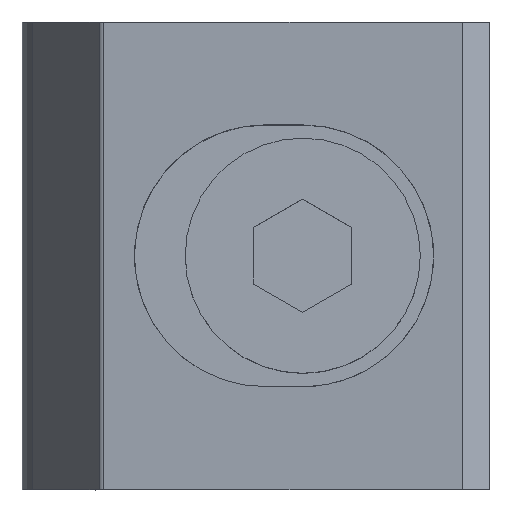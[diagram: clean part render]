
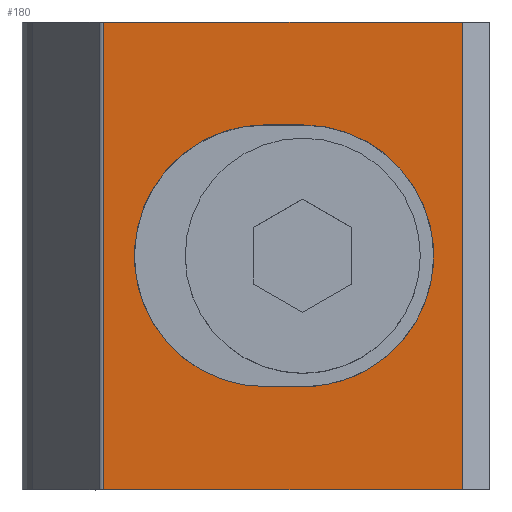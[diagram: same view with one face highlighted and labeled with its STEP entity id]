
A CAD part, top view. The second image highlights one B-rep face of the part: STEP entity #180.
In plain terms, the highlighted planar face has unit normal (-0.096, 0, 0.995).
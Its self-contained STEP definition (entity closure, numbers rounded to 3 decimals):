
#20 = FACE_OUTER_BOUND ( 'NONE', #939, .T. ) ;
#57 = EDGE_CURVE ( 'NONE', #631, #569, #1468, .T. ) ;
#69 = CARTESIAN_POINT ( 'NONE',  ( -4.051, 4.763, 4.698 ) ) ;
#99 = ORIENTED_EDGE ( 'NONE', *, *, #692, .T. ) ;
#119 = VECTOR ( 'NONE', #826, 1000. ) ;
#124 = ORIENTED_EDGE ( 'NONE', *, *, #1279, .T. ) ;
#138 = CARTESIAN_POINT ( 'NONE',  ( 5.334, -2.667, 5.607 ) ) ;
#180 = ADVANCED_FACE ( 'NONE', ( #363, #20 ), #906, .F. ) ;
#253 = ORIENTED_EDGE ( 'NONE', *, *, #963, .F. ) ;
#282 = LINE ( 'NONE', #1121, #1161 ) ;
#287 = VECTOR ( 'NONE', #828, 1000. ) ;
#317 = VERTEX_POINT ( 'NONE', #69 ) ;
#322 = VERTEX_POINT ( 'NONE', #1172 ) ;
#333 = VERTEX_POINT ( 'NONE', #564 ) ;
#358 = EDGE_CURVE ( 'NONE', #317, #1244, #445, .T. ) ;
#363 = FACE_BOUND ( 'NONE', #375, .T. ) ;
#375 = EDGE_LOOP ( 'NONE', ( #1332, #546, #124, #776 ) ) ;
#435 = ORIENTED_EDGE ( 'NONE', *, *, #358, .T. ) ;
#444 = LINE ( 'NONE', #983, #945 ) ;
#445 = LINE ( 'NONE', #1437, #119 ) ;
#465 = VECTOR ( 'NONE', #1520, 1000. ) ;
#469 = CARTESIAN_POINT ( 'NONE',  ( -6.096, 2.667, 4.5 ) ) ;
#500 = CARTESIAN_POINT ( 'NONE',  ( 0., -2.667, 5.091 ) ) ;
#546 = ORIENTED_EDGE ( 'NONE', *, *, #57, .T. ) ;
#564 = CARTESIAN_POINT ( 'NONE',  ( -0.762, 2.667, 5.017 ) ) ;
#566 = CARTESIAN_POINT ( 'NONE',  ( 3.246, 4.763, 5.405 ) ) ;
#569 = VERTEX_POINT ( 'NONE', #1103 ) ;
#616 = LINE ( 'NONE', #1316, #287 ) ;
#631 = VERTEX_POINT ( 'NONE', #1237 ) ;
#647 = DIRECTION ( 'NONE',  ( 0.995, 0., 0.096 ) ) ;
#653 =( BOUNDED_CURVE ( )  B_SPLINE_CURVE ( 3, ( #716, #1179, #469, #950 ),
 .UNSPECIFIED., .F., .T. ) 
 B_SPLINE_CURVE_WITH_KNOTS ( ( 4, 4 ),
 ( 1.571, 4.712 ),
 .UNSPECIFIED. ) 
 CURVE ( )  GEOMETRIC_REPRESENTATION_ITEM ( )  RATIONAL_B_SPLINE_CURVE ( ( 1., 0.333, 0.333, 1. ) ) 
 REPRESENTATION_ITEM ( '' )  );
#692 = EDGE_CURVE ( 'NONE', #1244, #1284, #1168, .T. ) ;
#716 = CARTESIAN_POINT ( 'NONE',  ( -0.762, -2.667, 5.017 ) ) ;
#733 = CARTESIAN_POINT ( 'NONE',  ( 3.246, 4.763, 5.405 ) ) ;
#776 = ORIENTED_EDGE ( 'NONE', *, *, #1148, .T. ) ;
#826 = DIRECTION ( 'NONE',  ( 0., -1., 0. ) ) ;
#828 = DIRECTION ( 'NONE',  ( 0.995, 0., 0.096 ) ) ;
#851 = DIRECTION ( 'NONE',  ( -0.995, 0., -0.096 ) ) ;
#891 = ORIENTED_EDGE ( 'NONE', *, *, #1444, .F. ) ;
#906 = PLANE ( 'NONE',  #974 ) ;
#927 = CARTESIAN_POINT ( 'NONE',  ( -4.051, 4.763, 4.698 ) ) ;
#937 = DIRECTION ( 'NONE',  ( -0.995, 0., -0.096 ) ) ;
#939 = EDGE_LOOP ( 'NONE', ( #99, #253, #891, #435 ) ) ;
#945 = VECTOR ( 'NONE', #851, 1000. ) ;
#950 = CARTESIAN_POINT ( 'NONE',  ( -0.762, 2.667, 5.017 ) ) ;
#963 = EDGE_CURVE ( 'NONE', #1339, #1284, #994, .T. ) ;
#974 = AXIS2_PLACEMENT_3D ( 'NONE', #927, #1281, #937 ) ;
#983 = CARTESIAN_POINT ( 'NONE',  ( -4.051, -2.667, 4.698 ) ) ;
#985 = CARTESIAN_POINT ( 'NONE',  ( 0., 2.667, 5.091 ) ) ;
#994 = LINE ( 'NONE', #566, #465 ) ;
#1011 = DIRECTION ( 'NONE',  ( 0.995, 0., 0.096 ) ) ;
#1103 = CARTESIAN_POINT ( 'NONE',  ( 0., -2.667, 5.091 ) ) ;
#1115 = EDGE_CURVE ( 'NONE', #333, #631, #616, .T. ) ;
#1121 = CARTESIAN_POINT ( 'NONE',  ( -4.051, 4.763, 4.698 ) ) ;
#1148 = EDGE_CURVE ( 'NONE', #322, #333, #653, .T. ) ;
#1161 = VECTOR ( 'NONE', #647, 1000. ) ;
#1168 = LINE ( 'NONE', #1514, #1241 ) ;
#1172 = CARTESIAN_POINT ( 'NONE',  ( -0.762, -2.667, 5.017 ) ) ;
#1179 = CARTESIAN_POINT ( 'NONE',  ( -6.096, -2.667, 4.5 ) ) ;
#1215 = CARTESIAN_POINT ( 'NONE',  ( 3.246, -4.763, 5.405 ) ) ;
#1216 = CARTESIAN_POINT ( 'NONE',  ( 5.334, 2.667, 5.607 ) ) ;
#1237 = CARTESIAN_POINT ( 'NONE',  ( 0., 2.667, 5.091 ) ) ;
#1241 = VECTOR ( 'NONE', #1011, 1000. ) ;
#1244 = VERTEX_POINT ( 'NONE', #1448 ) ;
#1279 = EDGE_CURVE ( 'NONE', #569, #322, #444, .T. ) ;
#1281 = DIRECTION ( 'NONE',  ( 0.096, 0., -0.995 ) ) ;
#1284 = VERTEX_POINT ( 'NONE', #1215 ) ;
#1316 = CARTESIAN_POINT ( 'NONE',  ( -4.051, 2.667, 4.698 ) ) ;
#1332 = ORIENTED_EDGE ( 'NONE', *, *, #1115, .T. ) ;
#1339 = VERTEX_POINT ( 'NONE', #733 ) ;
#1437 = CARTESIAN_POINT ( 'NONE',  ( -4.051, 4.763, 4.698 ) ) ;
#1444 = EDGE_CURVE ( 'NONE', #317, #1339, #282, .T. ) ;
#1448 = CARTESIAN_POINT ( 'NONE',  ( -4.051, -4.763, 4.698 ) ) ;
#1468 =( BOUNDED_CURVE ( )  B_SPLINE_CURVE ( 3, ( #985, #1216, #138, #500 ),
 .UNSPECIFIED., .F., .T. ) 
 B_SPLINE_CURVE_WITH_KNOTS ( ( 4, 4 ),
 ( 4.712, 7.854 ),
 .UNSPECIFIED. ) 
 CURVE ( )  GEOMETRIC_REPRESENTATION_ITEM ( )  RATIONAL_B_SPLINE_CURVE ( ( 1., 0.333, 0.333, 1. ) ) 
 REPRESENTATION_ITEM ( '' )  );
#1514 = CARTESIAN_POINT ( 'NONE',  ( -4.051, -4.763, 4.698 ) ) ;
#1520 = DIRECTION ( 'NONE',  ( 0., -1., 0. ) ) ;
